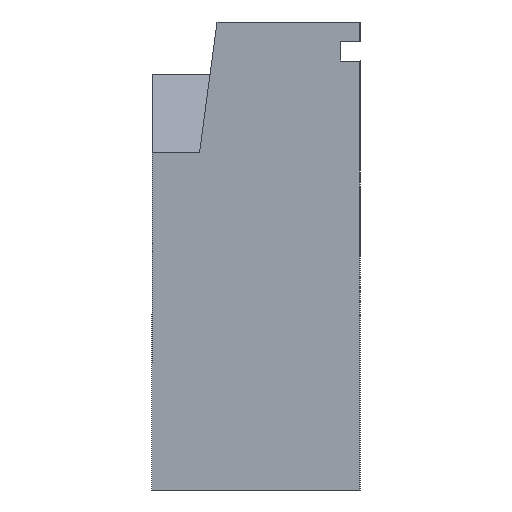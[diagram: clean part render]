
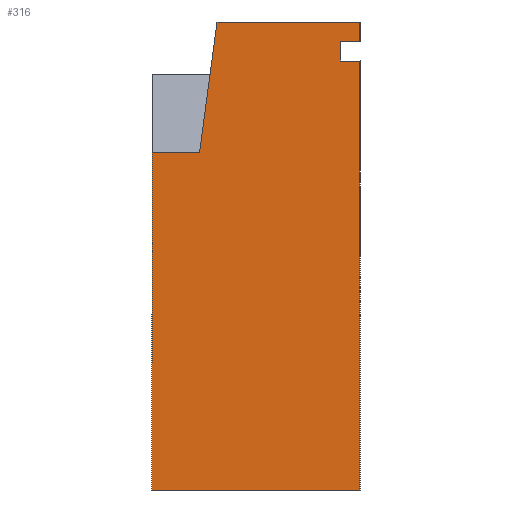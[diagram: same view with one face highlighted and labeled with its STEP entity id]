
A CAD part, left-side view. The second image highlights one B-rep face of the part: STEP entity #316.
In plain terms, the highlighted planar face has unit normal (-1, 0, 0).
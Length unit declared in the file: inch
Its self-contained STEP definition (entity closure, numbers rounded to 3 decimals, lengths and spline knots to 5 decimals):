
#30=FACE_OUTER_BOUND('',#46,.T.);
#46=EDGE_LOOP('',(#275,#276,#277,#278,#279,#280,#281,#282,#283,#284));
#67=LINE('',#469,#109);
#72=LINE('',#478,#114);
#75=LINE('',#482,#117);
#76=LINE('',#485,#118);
#78=LINE('',#489,#120);
#80=LINE('',#493,#122);
#82=LINE('',#497,#124);
#84=LINE('',#501,#126);
#86=LINE('',#505,#128);
#88=LINE('',#508,#130);
#109=VECTOR('',#379,0.3937);
#114=VECTOR('',#388,0.3937);
#117=VECTOR('',#393,0.3937);
#118=VECTOR('',#396,0.3937);
#120=VECTOR('',#400,0.3937);
#122=VECTOR('',#404,0.3937);
#124=VECTOR('',#408,0.3937);
#126=VECTOR('',#412,0.3937);
#128=VECTOR('',#416,0.3937);
#130=VECTOR('',#420,0.3937);
#149=VERTEX_POINT('',#467);
#150=VERTEX_POINT('',#468);
#151=VERTEX_POINT('',#476);
#152=VERTEX_POINT('',#477);
#153=VERTEX_POINT('',#484);
#154=VERTEX_POINT('',#488);
#155=VERTEX_POINT('',#492);
#156=VERTEX_POINT('',#496);
#157=VERTEX_POINT('',#500);
#158=VERTEX_POINT('',#504);
#179=EDGE_CURVE('',#149,#150,#67,.T.);
#184=EDGE_CURVE('',#151,#152,#72,.T.);
#187=EDGE_CURVE('',#152,#149,#75,.T.);
#188=EDGE_CURVE('',#153,#151,#76,.T.);
#190=EDGE_CURVE('',#154,#153,#78,.T.);
#192=EDGE_CURVE('',#150,#155,#80,.T.);
#194=EDGE_CURVE('',#156,#154,#82,.T.);
#196=EDGE_CURVE('',#155,#157,#84,.T.);
#198=EDGE_CURVE('',#158,#156,#86,.T.);
#200=EDGE_CURVE('',#157,#158,#88,.T.);
#275=ORIENTED_EDGE('',*,*,#198,.F.);
#276=ORIENTED_EDGE('',*,*,#200,.F.);
#277=ORIENTED_EDGE('',*,*,#196,.F.);
#278=ORIENTED_EDGE('',*,*,#192,.F.);
#279=ORIENTED_EDGE('',*,*,#179,.F.);
#280=ORIENTED_EDGE('',*,*,#187,.F.);
#281=ORIENTED_EDGE('',*,*,#184,.F.);
#282=ORIENTED_EDGE('',*,*,#188,.F.);
#283=ORIENTED_EDGE('',*,*,#190,.F.);
#284=ORIENTED_EDGE('',*,*,#194,.F.);
#300=PLANE('',#346);
#316=ADVANCED_FACE('',(#30),#300,.F.);
#346=AXIS2_PLACEMENT_3D('',#509,#421,#422);
#379=DIRECTION('',(0.,-1.,0.));
#388=DIRECTION('',(0.,1.,0.));
#393=DIRECTION('',(0.,0.,1.));
#396=DIRECTION('',(0.,0.,-1.));
#400=DIRECTION('',(0.,-1.,0.));
#404=DIRECTION('',(0.,-0.132,0.991));
#408=DIRECTION('',(0.,0.,-1.));
#412=DIRECTION('',(0.,-1.,0.));
#416=DIRECTION('',(0.,1.,0.));
#420=DIRECTION('',(0.,0.,-1.));
#421=DIRECTION('center_axis',(1.,0.,0.));
#422=DIRECTION('ref_axis',(0.,0.,-1.));
#467=CARTESIAN_POINT('',(129.34375,-0.25,6.5));
#468=CARTESIAN_POINT('',(129.34375,-1.16667,6.5));
#469=CARTESIAN_POINT('',(129.34375,-2.125,6.5));
#476=CARTESIAN_POINT('',(129.34375,-4.25,0.));
#477=CARTESIAN_POINT('',(129.34375,-0.25,0.));
#478=CARTESIAN_POINT('',(129.34375,-2.25,0.));
#482=CARTESIAN_POINT('',(129.34375,-0.25,8.));
#484=CARTESIAN_POINT('',(129.34375,-4.25,8.25));
#485=CARTESIAN_POINT('',(129.34375,-4.25,7.25));
#488=CARTESIAN_POINT('',(129.34375,-3.875,8.25));
#489=CARTESIAN_POINT('',(129.34375,-4.25,8.25));
#492=CARTESIAN_POINT('',(129.34375,-1.5,9.));
#493=CARTESIAN_POINT('',(129.34375,-1.88428,11.8821));
#496=CARTESIAN_POINT('',(129.34375,-3.875,8.625));
#497=CARTESIAN_POINT('',(129.34375,-3.875,11.375));
#500=CARTESIAN_POINT('',(129.34375,-4.25,9.));
#501=CARTESIAN_POINT('',(129.34375,-4.25,9.));
#504=CARTESIAN_POINT('',(129.34375,-4.25,8.625));
#505=CARTESIAN_POINT('',(129.34375,-4.0625,8.625));
#508=CARTESIAN_POINT('',(129.34375,-4.25,11.5625));
#509=CARTESIAN_POINT('Origin',(129.34375,-4.25,14.5));
